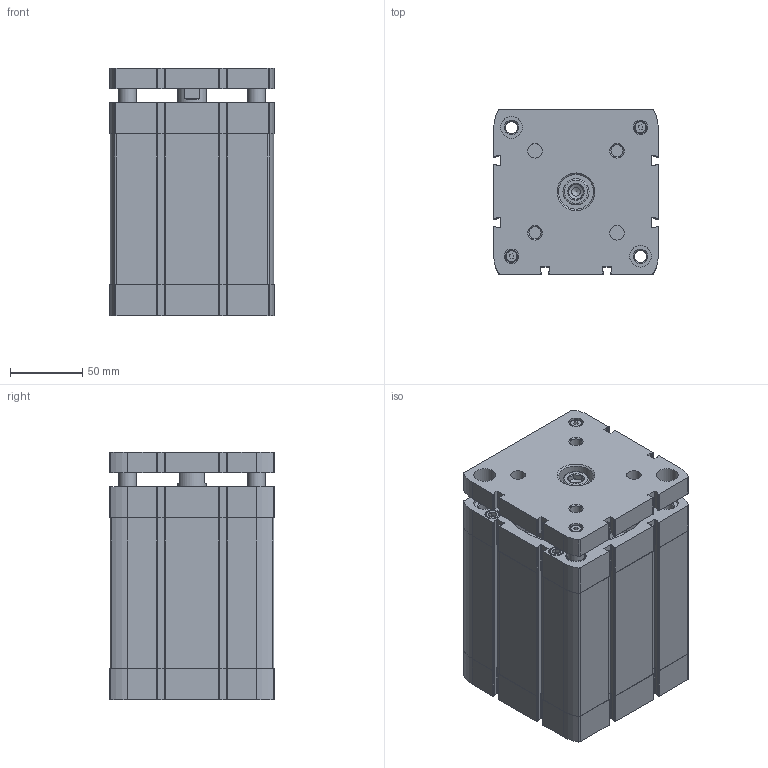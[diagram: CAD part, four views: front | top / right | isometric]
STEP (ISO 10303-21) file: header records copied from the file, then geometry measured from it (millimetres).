
FILE_DESCRIPTION(/* description */ ('STEP AP214'),/* implementation_level */ '2;1');
FILE_NAME(/* name */ '577232_ADNGF-100-80-PPS-A',/* time_stamp */ '2024-08-01T14:22:04+02:00',/* author */ ('License CC BY-ND 4.0'),/* organization */ ('CADENAS'),/* preprocessor_version */ 'ST-DEVELOPER v19.3',/* originating_system */ 'PARTsolutions',/* authorisation */ ' ');
FILE_SCHEMA (('AUTOMOTIVE_DESIGN {1 0 10303 214 3 1 1}'));
Length unit declared in the file: millimetre
Products named in the file (3): 577232 ADNGF-100-80-PPS-A---(0); 537132 ADNGF-100-80-P-A---(Z); 537132 ADNGF-100-80-PPS-A---(KS)
Assembly tree (2 placements, depth 2):
  577232 ADNGF-100-80-PPS-A---(0)
    537132 ADNGF-100-80-P-A---(Z)
    537132 ADNGF-100-80-PPS-A---(KS)
Bounding box: 113.5 x 113.5 x 170.8 mm (x, y, z)
Volume: 1229316.9 mm3; surface area: 269481.5 mm2
Topology: 2 solids, 2 shells, 738 faces, 1952 edges, 1273 vertices
Faces by surface type: plane 367, cylinder 234, cone 134, torus 3
Full cylindrical faces by diameter (mm): 6 x1, 8.376 x8, 8.5 x2, 8.566 x2, 10 x12, 10.7 x8, 12 x5, 14 x2, 15 x8, 15.8 x2, 18 x1, 20 x2, 24 x1, 100 x2
Entity records: 22581 total; most frequent: CARTESIAN_POINT 4100, DIRECTION 3964, ORIENTED_EDGE 3676, EDGE_CURVE 1838, AXIS2_PLACEMENT_3D 1447, VERTEX_POINT 1263, LINE 1070, VECTOR 1070
